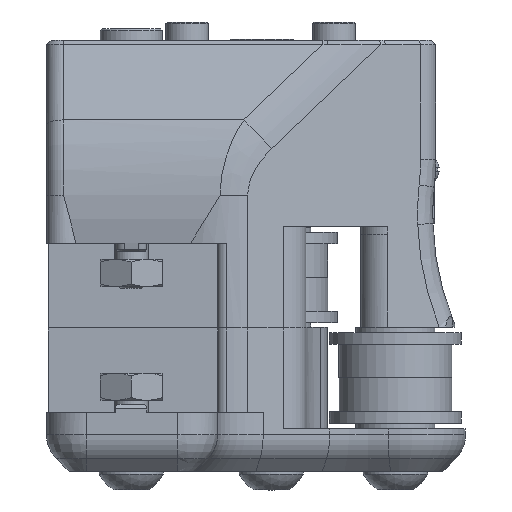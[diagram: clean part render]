
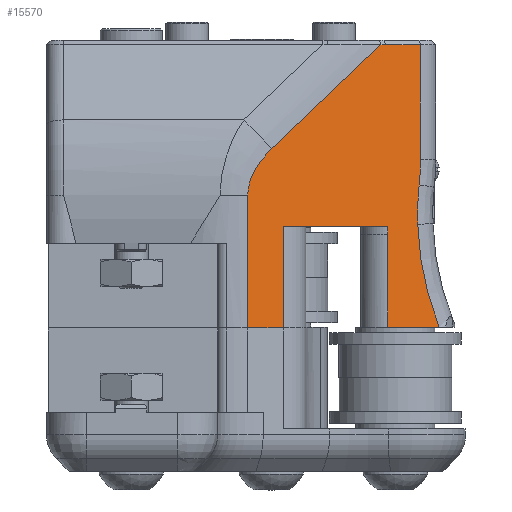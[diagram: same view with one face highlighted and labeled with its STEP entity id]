
A CAD part, left-side view. The second image highlights one B-rep face of the part: STEP entity #15570.
In plain terms, the highlighted face is planar.
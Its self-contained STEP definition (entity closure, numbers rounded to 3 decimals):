
#280=ELLIPSE('',#16950,28.53,26.953);
#281=ELLIPSE('',#16951,27.521,26.);
#282=ELLIPSE('',#16952,23.287,22.);
#283=ELLIPSE('',#16953,36.607,12.);
#613=B_SPLINE_CURVE_WITH_KNOTS('',3,(#25355,#25356,#25357,#25358),
 .UNSPECIFIED.,.F.,.F.,(4,4),(-1.571,-1.531),
 .UNSPECIFIED.);
#1092=PLANE('',#16949);
#1837=FACE_OUTER_BOUND('',#2784,.T.);
#2784=EDGE_LOOP('',(#12547,#12548,#12549,#12550,#12551,#12552,#12553,#12554,
#12555,#12556,#12557,#12558,#12559,#12560,#12561));
#4115=LINE('',#25238,#5377);
#4116=LINE('',#25283,#5378);
#4120=LINE('',#25308,#5382);
#4124=LINE('',#25341,#5386);
#4125=LINE('',#25343,#5387);
#4126=LINE('',#25351,#5388);
#4127=LINE('',#25353,#5389);
#4128=LINE('',#25360,#5390);
#4129=LINE('',#25363,#5391);
#4130=LINE('',#25364,#5392);
#5377=VECTOR('',#20075,7.5);
#5378=VECTOR('',#20082,10.);
#5382=VECTOR('',#20092,10.);
#5386=VECTOR('',#20112,10.);
#5387=VECTOR('',#20113,10.);
#5388=VECTOR('',#20120,2.);
#5389=VECTOR('',#20121,10.);
#5390=VECTOR('',#20122,7.5);
#5391=VECTOR('',#20125,7.5);
#5392=VECTOR('',#20126,10.);
#7288=VERTEX_POINT('',#25235);
#7289=VERTEX_POINT('',#25237);
#7293=VERTEX_POINT('',#25269);
#7294=VERTEX_POINT('',#25282);
#7300=VERTEX_POINT('',#25307);
#7311=VERTEX_POINT('',#25340);
#7312=VERTEX_POINT('',#25342);
#7313=VERTEX_POINT('',#25344);
#7314=VERTEX_POINT('',#25346);
#7315=VERTEX_POINT('',#25348);
#7316=VERTEX_POINT('',#25350);
#7317=VERTEX_POINT('',#25352);
#7318=VERTEX_POINT('',#25354);
#7319=VERTEX_POINT('',#25359);
#7320=VERTEX_POINT('',#25361);
#9152=EDGE_CURVE('',#7288,#7289,#4115,.T.);
#9157=EDGE_CURVE('',#7293,#7294,#4116,.T.);
#9164=EDGE_CURVE('',#7294,#7300,#4120,.T.);
#9176=EDGE_CURVE('',#7293,#7311,#4124,.F.);
#9177=EDGE_CURVE('',#7312,#7311,#4125,.T.);
#9178=EDGE_CURVE('',#7312,#7313,#280,.T.);
#9179=EDGE_CURVE('',#7313,#7314,#281,.T.);
#9180=EDGE_CURVE('',#7314,#7315,#282,.T.);
#9181=EDGE_CURVE('',#7315,#7316,#4126,.T.);
#9182=EDGE_CURVE('',#7316,#7317,#4127,.T.);
#9183=EDGE_CURVE('',#7317,#7318,#613,.T.);
#9184=EDGE_CURVE('',#7318,#7319,#4128,.T.);
#9185=EDGE_CURVE('',#7319,#7320,#283,.T.);
#9186=EDGE_CURVE('',#7320,#7289,#4129,.T.);
#9187=EDGE_CURVE('',#7300,#7288,#4130,.T.);
#12547=ORIENTED_EDGE('',*,*,#9157,.F.);
#12548=ORIENTED_EDGE('',*,*,#9176,.T.);
#12549=ORIENTED_EDGE('',*,*,#9177,.F.);
#12550=ORIENTED_EDGE('',*,*,#9178,.T.);
#12551=ORIENTED_EDGE('',*,*,#9179,.T.);
#12552=ORIENTED_EDGE('',*,*,#9180,.T.);
#12553=ORIENTED_EDGE('',*,*,#9181,.T.);
#12554=ORIENTED_EDGE('',*,*,#9182,.T.);
#12555=ORIENTED_EDGE('',*,*,#9183,.T.);
#12556=ORIENTED_EDGE('',*,*,#9184,.T.);
#12557=ORIENTED_EDGE('',*,*,#9185,.T.);
#12558=ORIENTED_EDGE('',*,*,#9186,.T.);
#12559=ORIENTED_EDGE('',*,*,#9152,.F.);
#12560=ORIENTED_EDGE('',*,*,#9187,.F.);
#12561=ORIENTED_EDGE('',*,*,#9164,.F.);
#15570=ADVANCED_FACE('',(#1837),#1092,.F.);
#16949=AXIS2_PLACEMENT_3D('',#25339,#20110,#20111);
#16950=AXIS2_PLACEMENT_3D('',#25345,#20114,#20115);
#16951=AXIS2_PLACEMENT_3D('',#25347,#20116,#20117);
#16952=AXIS2_PLACEMENT_3D('',#25349,#20118,#20119);
#16953=AXIS2_PLACEMENT_3D('',#25362,#20123,#20124);
#20075=DIRECTION('',(-0.945,-0.328,0.));
#20082=DIRECTION('',(0.,0.,1.));
#20092=DIRECTION('',(-0.945,-0.328,0.));
#20110=DIRECTION('center_axis',(-0.328,0.945,0.));
#20111=DIRECTION('ref_axis',(-0.945,-0.328,0.));
#20112=DIRECTION('',(0.,0.,1.));
#20113=DIRECTION('',(-0.945,-0.328,0.));
#20114=DIRECTION('center_axis',(-0.328,0.945,0.));
#20115=DIRECTION('ref_axis',(-0.945,-0.328,0.));
#20116=DIRECTION('center_axis',(-0.328,0.945,0.));
#20117=DIRECTION('ref_axis',(-0.945,-0.328,0.));
#20118=DIRECTION('center_axis',(0.328,-0.945,0.));
#20119=DIRECTION('ref_axis',(0.945,0.328,0.));
#20120=DIRECTION('',(0.,0.,1.));
#20121=DIRECTION('',(-0.945,-0.328,0.));
#20122=DIRECTION('',(-0.702,-0.244,-0.669));
#20123=DIRECTION('center_axis',(0.328,-0.945,0.));
#20124=DIRECTION('ref_axis',(-0.945,-0.328,0.));
#20125=DIRECTION('',(0.,0.,-1.));
#20126=DIRECTION('',(0.,0.,-1.));
#25235=CARTESIAN_POINT('',(2.03,-53.165,-14.4));
#25237=CARTESIAN_POINT('',(-1.091,-54.248,-14.4));
#25238=CARTESIAN_POINT('',(8.546,-50.904,-14.4));
#25269=CARTESIAN_POINT('',(11.309,-49.946,-6.1));
#25282=CARTESIAN_POINT('',(11.309,-49.946,-5.422));
#25283=CARTESIAN_POINT('',(11.309,-49.946,-6.1));
#25307=CARTESIAN_POINT('',(2.03,-53.165,-5.422));
#25308=CARTESIAN_POINT('',(9.543,-50.559,-5.422));
#25339=CARTESIAN_POINT('Origin',(13.611,-49.147,-14.1));
#25340=CARTESIAN_POINT('',(11.309,-49.946,-14.327));
#25341=CARTESIAN_POINT('',(11.309,-49.946,-14.327));
#25342=CARTESIAN_POINT('',(15.845,-48.372,-14.327));
#25343=CARTESIAN_POINT('',(7.612,-51.229,-14.327));
#25344=CARTESIAN_POINT('',(13.954,-49.028,-5.212));
#25345=CARTESIAN_POINT('Origin',(40.895,-39.68,-4.376));
#25346=CARTESIAN_POINT('',(14.08,-48.984,-1.732));
#25347=CARTESIAN_POINT('Origin',(39.942,-40.011,-4.406));
#25348=CARTESIAN_POINT('',(14.196,-48.944,0.53));
#25349=CARTESIAN_POINT('Origin',(-7.804,-56.577,0.53));
#25350=CARTESIAN_POINT('',(14.196,-48.944,10.7));
#25351=CARTESIAN_POINT('',(14.196,-48.944,-1.5));
#25352=CARTESIAN_POINT('',(11.104,-50.017,10.7));
#25353=CARTESIAN_POINT('',(10.294,-50.298,10.7));
#25354=CARTESIAN_POINT('',(10.685,-50.162,10.7));
#25355=CARTESIAN_POINT('Ctrl Pts',(11.104,-50.017,10.7));
#25356=CARTESIAN_POINT('Ctrl Pts',(10.964,-50.065,10.7));
#25357=CARTESIAN_POINT('Ctrl Pts',(10.825,-50.114,10.7));
#25358=CARTESIAN_POINT('Ctrl Pts',(10.685,-50.162,10.7));
#25359=CARTESIAN_POINT('',(0.995,-53.524,1.463));
#25360=CARTESIAN_POINT('',(2.764,-52.911,3.149));
#25361=CARTESIAN_POINT('',(-1.091,-54.248,-2.641));
#25362=CARTESIAN_POINT('Origin',(33.494,-42.248,-2.641));
#25363=CARTESIAN_POINT('',(-1.091,-54.248,-18.));
#25364=CARTESIAN_POINT('',(2.03,-53.165,-6.1));
